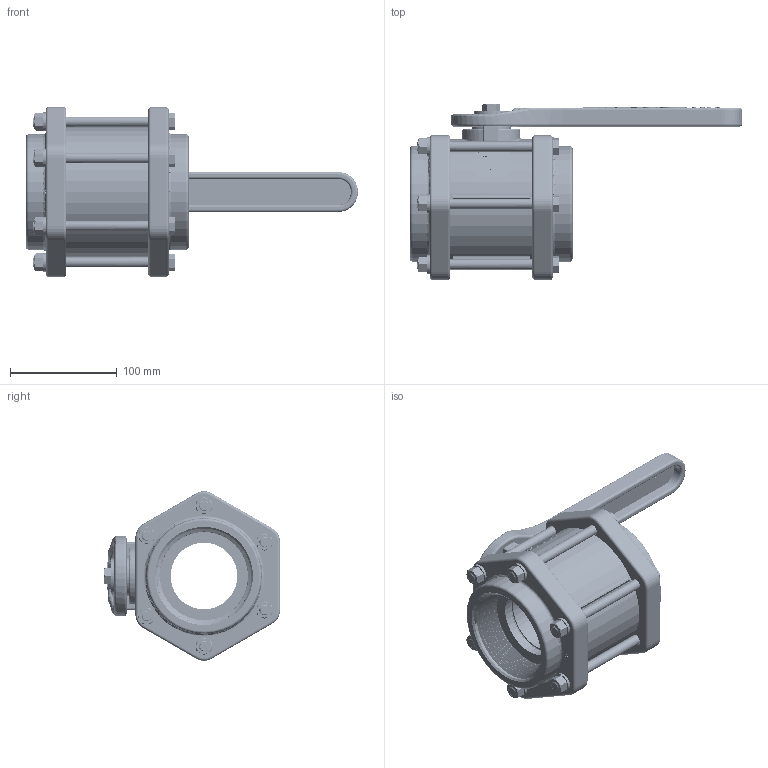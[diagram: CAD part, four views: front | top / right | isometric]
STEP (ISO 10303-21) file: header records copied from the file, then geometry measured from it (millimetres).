
FILE_DESCRIPTION(/* description */ ('3" BALL VALVE ASSEMBLY'),/* implementation_level */ '2;1');
FILE_NAME(/* name */ 'V300.stp',/* time_stamp */ '2022-07-13T09:41:51-04:00',/* author */ ('ALR'),/* organization */ (''),/* preprocessor_version */ 'ST-DEVELOPER v18.1',/* originating_system */ 'Autodesk Inventor 2022',/* authorisation */ '');
FILE_SCHEMA (('AUTOMOTIVE_DESIGN { 1 0 10303 214 3 1 1 }'));
Length unit declared in the file: inch
Products named in the file (22): V300; V20018; V20019; V25020; V25060; V25121; V25151B; V25151BX; V25153; V25160; V25163; V30017; V30254; V30254_1; VL1000; V30255; V30255M; VX30255; V30258A; V30264; VX30264; V30265
Assembly tree (39 placements, depth 4):
  V300
    V20018  x6
    V20019  x6
    V25020
    V25060
    V25121
    V25151B
      V25151BX
    V25153
    V25160
    V25163
    V30017  x6
    V30254
      V30254_1
      VL1000
    V30255
      V30255M
        VX30255
    V30258A  x2
    V30264  x2
      VX30264
    V30265  x2
Bounding box: 310.77 x 164.57 x 158.65 mm (x, y, z)
Volume: 1302539.4 mm3; surface area: 355660.8 mm2
Topology: 34 solids, 34 shells, 3681 faces, 9388 edges, 6089 vertices
Faces by surface type: plane 1922, bspline 916, cylinder 467, cone 276, torus 84, sphere 16
Full cylindrical faces by diameter (mm): 3.175 x12, 7.798 x1, 9.525 x97, 10.312 x1, 10.541 x12, 12.859 x6, 14.275 x1, 25.4 x2, 25.527 x1, 25.806 x1, 31.521 x1, 31.623 x1, 31.75 x3, 35.306 x1, 36.525 x1, 37.084 x2, 54.61 x1, 62.484 x1, 64.008 x2, 64.516 x2, 67.005 x2, 68.275 x2, 72.085 x2, 78.74 x2, 78.918 x2, 100.838 x2, 101.854 x1, 106.172 x2, 107.95 x2, 113.792 x2
Entity records: 104392 total; most frequent: CARTESIAN_POINT 37332, ORIENTED_EDGE 15140, DIRECTION 10669, EDGE_CURVE 7570, LINE 5131, VECTOR 5131, VERTEX_POINT 4982, EDGE_LOOP 3250
